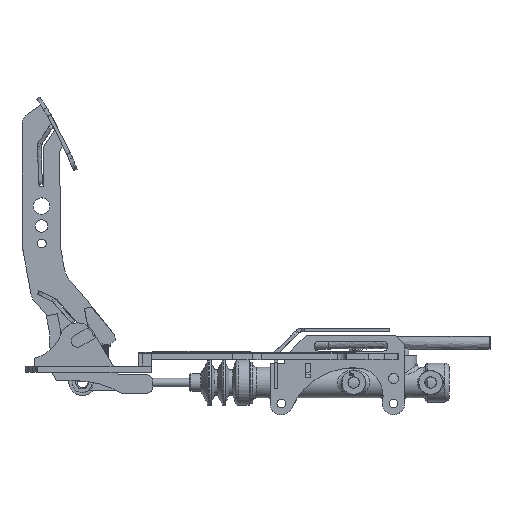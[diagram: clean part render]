
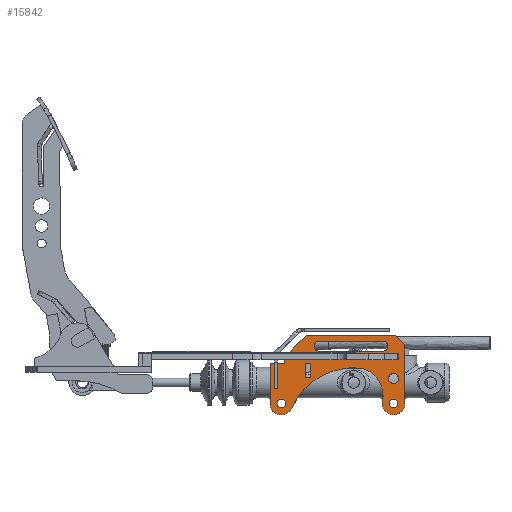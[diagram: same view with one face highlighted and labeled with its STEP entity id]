
A CAD part, top view. The second image highlights one B-rep face of the part: STEP entity #15842.
In plain terms, the highlighted planar face has unit normal (0, 0, 1).
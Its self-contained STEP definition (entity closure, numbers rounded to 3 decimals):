
#413=FACE_BOUND('',#2688,.T.);
#414=FACE_BOUND('',#2689,.T.);
#415=FACE_BOUND('',#2690,.T.);
#416=FACE_BOUND('',#2691,.T.);
#417=FACE_BOUND('',#2692,.T.);
#751=PLANE('',#17412);
#1696=FACE_OUTER_BOUND('',#2687,.T.);
#2687=EDGE_LOOP('',(#14330,#14331,#14332,#14333,#14334,#14335,#14336,#14337,
#14338,#14339,#14340,#14341));
#2688=EDGE_LOOP('',(#14342,#14343,#14344,#14345));
#2689=EDGE_LOOP('',(#14346,#14347,#14348,#14349));
#2690=EDGE_LOOP('',(#14350));
#2691=EDGE_LOOP('',(#14351));
#2692=EDGE_LOOP('',(#14352));
#3350=CIRCLE('',#17371,3.5);
#3352=CIRCLE('',#17374,3.5);
#3354=CIRCLE('',#17377,4.);
#3356=CIRCLE('',#17381,4.);
#3358=CIRCLE('',#17385,4.);
#3360=CIRCLE('',#17399,8.997);
#3362=CIRCLE('',#17402,22.444);
#3364=CIRCLE('',#17405,54.443);
#3366=CIRCLE('',#17408,9.094);
#3368=CIRCLE('',#17411,8.965);
#4880=LINE('',#41997,#6092);
#4884=LINE('',#42009,#6096);
#4888=LINE('',#42021,#6100);
#4891=LINE('',#42027,#6103);
#4894=LINE('',#42033,#6106);
#4897=LINE('',#42037,#6109);
#4900=LINE('',#42045,#6112);
#4903=LINE('',#42051,#6115);
#4906=LINE('',#42057,#6118);
#4909=LINE('',#42063,#6121);
#4912=LINE('',#42069,#6124);
#4915=LINE('',#42075,#6127);
#4918=LINE('',#42081,#6130);
#6092=VECTOR('',#21322,10.);
#6096=VECTOR('',#21334,10.);
#6100=VECTOR('',#21346,10.);
#6103=VECTOR('',#21351,10.);
#6106=VECTOR('',#21356,10.);
#6109=VECTOR('',#21361,10.);
#6112=VECTOR('',#21366,10.);
#6115=VECTOR('',#21371,10.);
#6118=VECTOR('',#21376,10.);
#6121=VECTOR('',#21381,10.);
#6124=VECTOR('',#21386,10.);
#6127=VECTOR('',#21391,10.);
#6130=VECTOR('',#21396,10.);
#7585=VERTEX_POINT('',#41975);
#7587=VERTEX_POINT('',#41981);
#7589=VERTEX_POINT('',#41987);
#7592=VERTEX_POINT('',#41994);
#7593=VERTEX_POINT('',#41996);
#7595=VERTEX_POINT('',#42002);
#7597=VERTEX_POINT('',#42008);
#7600=VERTEX_POINT('',#42018);
#7601=VERTEX_POINT('',#42020);
#7603=VERTEX_POINT('',#42026);
#7605=VERTEX_POINT('',#42032);
#7608=VERTEX_POINT('',#42042);
#7609=VERTEX_POINT('',#42044);
#7611=VERTEX_POINT('',#42050);
#7613=VERTEX_POINT('',#42056);
#7615=VERTEX_POINT('',#42062);
#7617=VERTEX_POINT('',#42068);
#7619=VERTEX_POINT('',#42074);
#7621=VERTEX_POINT('',#42080);
#7623=VERTEX_POINT('',#42086);
#7625=VERTEX_POINT('',#42092);
#7627=VERTEX_POINT('',#42098);
#7629=VERTEX_POINT('',#42104);
#9826=EDGE_CURVE('',#7585,#7585,#3350,.T.);
#9829=EDGE_CURVE('',#7587,#7587,#3352,.T.);
#9832=EDGE_CURVE('',#7589,#7589,#3354,.T.);
#9835=EDGE_CURVE('',#7593,#7592,#4880,.T.);
#9838=EDGE_CURVE('',#7595,#7593,#3356,.T.);
#9841=EDGE_CURVE('',#7597,#7595,#4884,.T.);
#9844=EDGE_CURVE('',#7592,#7597,#3358,.T.);
#9847=EDGE_CURVE('',#7601,#7600,#4888,.T.);
#9850=EDGE_CURVE('',#7603,#7601,#4891,.T.);
#9853=EDGE_CURVE('',#7605,#7603,#4894,.T.);
#9856=EDGE_CURVE('',#7600,#7605,#4897,.T.);
#9859=EDGE_CURVE('',#7609,#7608,#4900,.T.);
#9862=EDGE_CURVE('',#7611,#7609,#4903,.T.);
#9865=EDGE_CURVE('',#7613,#7611,#4906,.T.);
#9868=EDGE_CURVE('',#7615,#7613,#4909,.T.);
#9871=EDGE_CURVE('',#7617,#7615,#4912,.T.);
#9874=EDGE_CURVE('',#7619,#7617,#4915,.T.);
#9877=EDGE_CURVE('',#7621,#7619,#4918,.T.);
#9880=EDGE_CURVE('',#7623,#7621,#3360,.T.);
#9883=EDGE_CURVE('',#7625,#7623,#3362,.T.);
#9886=EDGE_CURVE('',#7627,#7625,#3364,.T.);
#9889=EDGE_CURVE('',#7629,#7627,#3366,.T.);
#9892=EDGE_CURVE('',#7608,#7629,#3368,.T.);
#14330=ORIENTED_EDGE('',*,*,#9892,.T.);
#14331=ORIENTED_EDGE('',*,*,#9889,.T.);
#14332=ORIENTED_EDGE('',*,*,#9886,.T.);
#14333=ORIENTED_EDGE('',*,*,#9883,.T.);
#14334=ORIENTED_EDGE('',*,*,#9880,.T.);
#14335=ORIENTED_EDGE('',*,*,#9877,.T.);
#14336=ORIENTED_EDGE('',*,*,#9874,.T.);
#14337=ORIENTED_EDGE('',*,*,#9871,.T.);
#14338=ORIENTED_EDGE('',*,*,#9868,.T.);
#14339=ORIENTED_EDGE('',*,*,#9865,.T.);
#14340=ORIENTED_EDGE('',*,*,#9862,.T.);
#14341=ORIENTED_EDGE('',*,*,#9859,.T.);
#14342=ORIENTED_EDGE('',*,*,#9856,.T.);
#14343=ORIENTED_EDGE('',*,*,#9853,.T.);
#14344=ORIENTED_EDGE('',*,*,#9850,.T.);
#14345=ORIENTED_EDGE('',*,*,#9847,.T.);
#14346=ORIENTED_EDGE('',*,*,#9844,.T.);
#14347=ORIENTED_EDGE('',*,*,#9841,.T.);
#14348=ORIENTED_EDGE('',*,*,#9838,.T.);
#14349=ORIENTED_EDGE('',*,*,#9835,.T.);
#14350=ORIENTED_EDGE('',*,*,#9832,.T.);
#14351=ORIENTED_EDGE('',*,*,#9829,.T.);
#14352=ORIENTED_EDGE('',*,*,#9826,.T.);
#15842=ADVANCED_FACE('',(#1696,#413,#414,#415,#416,#417),#751,.T.);
#17371=AXIS2_PLACEMENT_3D('',#41977,#21302,#21303);
#17374=AXIS2_PLACEMENT_3D('',#41983,#21309,#21310);
#17377=AXIS2_PLACEMENT_3D('',#41989,#21316,#21317);
#17381=AXIS2_PLACEMENT_3D('',#42003,#21328,#21329);
#17385=AXIS2_PLACEMENT_3D('',#42013,#21340,#21341);
#17399=AXIS2_PLACEMENT_3D('',#42087,#21402,#21403);
#17402=AXIS2_PLACEMENT_3D('',#42093,#21409,#21410);
#17405=AXIS2_PLACEMENT_3D('',#42099,#21416,#21417);
#17408=AXIS2_PLACEMENT_3D('',#42105,#21423,#21424);
#17411=AXIS2_PLACEMENT_3D('',#42109,#21430,#21431);
#17412=AXIS2_PLACEMENT_3D('',#42110,#21432,#21433);
#21302=DIRECTION('center_axis',(0.,0.,
-1.));
#21303=DIRECTION('ref_axis',(-1.,0.,0.));
#21309=DIRECTION('center_axis',(0.,0.,
-1.));
#21310=DIRECTION('ref_axis',(-1.,0.,0.));
#21316=DIRECTION('center_axis',(0.,0.,
-1.));
#21317=DIRECTION('ref_axis',(-1.,0.,0.));
#21322=DIRECTION('',(-1.,0.,0.));
#21328=DIRECTION('center_axis',(0.,0.,
-1.));
#21329=DIRECTION('ref_axis',(0.,-1.,0.));
#21334=DIRECTION('',(1.,0.,0.));
#21340=DIRECTION('center_axis',(0.,0.,
-1.));
#21341=DIRECTION('ref_axis',(0.,1.,0.));
#21346=DIRECTION('',(1.,0.,0.));
#21351=DIRECTION('',(0.,1.,0.));
#21356=DIRECTION('',(-1.,0.,0.));
#21361=DIRECTION('',(0.,-1.,0.));
#21366=DIRECTION('',(0.,-1.,0.));
#21371=DIRECTION('',(-1.,0.,0.));
#21376=DIRECTION('',(0.,-1.,0.));
#21381=DIRECTION('',(-0.709,-0.706,0.));
#21386=DIRECTION('',(-1.,0.,0.));
#21391=DIRECTION('',(-0.699,0.715,0.));
#21396=DIRECTION('',(0.,1.,0.));
#21402=DIRECTION('center_axis',(0.,0.,
1.));
#21403=DIRECTION('ref_axis',(-0.98,0.201,0.));
#21409=DIRECTION('center_axis',(0.,0.,
-1.));
#21410=DIRECTION('ref_axis',(0.98,-0.201,0.));
#21416=DIRECTION('center_axis',(0.,0.,
-1.));
#21417=DIRECTION('ref_axis',(0.107,0.994,0.));
#21423=DIRECTION('center_axis',(0.,0.,
1.));
#21424=DIRECTION('ref_axis',(0.,-1.,0.));
#21430=DIRECTION('center_axis',(0.,0.,
1.));
#21431=DIRECTION('ref_axis',(-0.98,-0.201,0.));
#21432=DIRECTION('center_axis',(0.,0.,
1.));
#21433=DIRECTION('ref_axis',(-1.,0.,0.));
#41975=CARTESIAN_POINT('',(162.122,-29.883,21.469));
#41977=CARTESIAN_POINT('Origin',(158.622,-29.883,21.469));
#41981=CARTESIAN_POINT('',(72.428,-29.878,21.469));
#41983=CARTESIAN_POINT('Origin',(68.928,-29.878,21.469));
#41987=CARTESIAN_POINT('',(162.622,-10.034,21.469));
#41989=CARTESIAN_POINT('Origin',(158.622,-10.034,21.469));
#41994=CARTESIAN_POINT('',(99.095,11.872,21.469));
#41996=CARTESIAN_POINT('',(150.134,11.872,21.469));
#41997=CARTESIAN_POINT('',(99.095,11.872,21.469));
#42002=CARTESIAN_POINT('',(150.134,19.872,21.469));
#42003=CARTESIAN_POINT('Origin',(150.134,15.872,21.469));
#42008=CARTESIAN_POINT('',(99.095,19.872,21.469));
#42009=CARTESIAN_POINT('',(150.134,19.872,21.469));
#42013=CARTESIAN_POINT('Origin',(99.095,15.872,21.469));
#42018=CARTESIAN_POINT('',(92.035,1.739,21.469));
#42020=CARTESIAN_POINT('',(88.035,1.739,21.469));
#42021=CARTESIAN_POINT('',(92.035,1.739,21.469));
#42026=CARTESIAN_POINT('',(88.035,-8.761,21.469));
#42027=CARTESIAN_POINT('',(88.035,1.739,21.469));
#42032=CARTESIAN_POINT('',(92.035,-8.761,21.469));
#42033=CARTESIAN_POINT('',(88.035,-8.761,21.469));
#42037=CARTESIAN_POINT('',(92.035,-8.761,21.469));
#42042=CARTESIAN_POINT('',(60.176,-31.812,21.469));
#42044=CARTESIAN_POINT('',(60.176,2.142,21.469));
#42045=CARTESIAN_POINT('',(60.176,-31.812,21.469));
#42050=CARTESIAN_POINT('',(71.377,2.142,21.469));
#42051=CARTESIAN_POINT('',(60.176,2.142,21.469));
#42056=CARTESIAN_POINT('',(71.377,7.03,21.469));
#42057=CARTESIAN_POINT('',(71.377,7.03,21.469));
#42062=CARTESIAN_POINT('',(88.776,24.355,21.469));
#42063=CARTESIAN_POINT('',(88.776,24.355,21.469));
#42068=CARTESIAN_POINT('',(160.309,24.355,21.469));
#42069=CARTESIAN_POINT('',(160.309,24.355,21.469));
#42074=CARTESIAN_POINT('',(167.619,16.872,21.469));
#42075=CARTESIAN_POINT('',(167.619,16.872,21.469));
#42080=CARTESIAN_POINT('',(167.619,-29.883,21.469));
#42081=CARTESIAN_POINT('',(167.619,-29.883,21.469));
#42086=CARTESIAN_POINT('',(149.809,-28.075,21.469));
#42087=CARTESIAN_POINT('Origin',(158.622,-29.883,21.469));
#42092=CARTESIAN_POINT('',(132.696,-1.656,21.469));
#42093=CARTESIAN_POINT('Origin',(127.823,-23.564,21.469));
#42098=CARTESIAN_POINT('',(77.547,-32.776,21.469));
#42099=CARTESIAN_POINT('Origin',(126.888,-55.788,21.469));
#42104=CARTESIAN_POINT('',(68.928,-38.972,21.469));
#42105=CARTESIAN_POINT('Origin',(68.928,-29.878,21.469));
#42109=CARTESIAN_POINT('Origin',(68.958,-30.006,21.469));
#42110=CARTESIAN_POINT('Origin',(113.898,-7.309,21.469));
